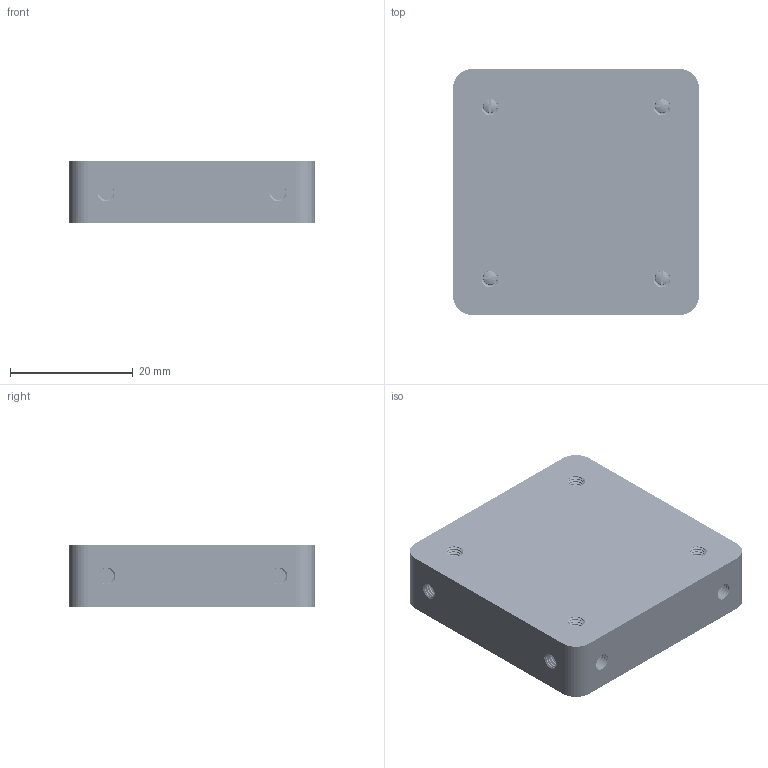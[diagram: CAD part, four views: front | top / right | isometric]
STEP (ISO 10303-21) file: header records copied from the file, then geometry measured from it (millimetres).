
FILE_DESCRIPTION(/* description */ (''),/* implementation_level */ '2;1');
FILE_NAME(/* name */ 'imu-asm-solo.step',/* time_stamp */ '2024-06-24T18:43:52+02:00',/* author */ (''),/* organization */ (''),/* preprocessor_version */ 'ST-DEVELOPER v20',/* originating_system */ 'Autodesk Translation Framework v12.20.1.177',/* authorisation */ '');
FILE_SCHEMA (('AUTOMOTIVE_DESIGN { 1 0 10303 214 3 1 1 }'));
Length unit declared in the file: millimetre
Products named in the file (83): imu-asm-solo; edgeros-one; C_0402_1005Metric; R_0402_1005Metric; R_0402_1005Metric_1; R_0402_1005Metric_2; R_0402_1005Metric_3; R_0402_1005Metric_4; R_0402_1005Metric_5; BMI270; COMPOUND; R_0402_1005Metric_6; R_0402_1005Metric_7; R_0402_1005Metric_8; CP_EIA-3528-21_Kemet-B; BME680; COMPOUND (1); R_0402_1005Metric_9; LED_0603_1608Metric; D_SOD-923; SW_DIP_SPSTx03_Slide_KingTek_DSHP03TJ_W5.25mm_P1.27mm_JPin; SOLID (5); SDMMC; COMPOUND (2); UQFN-6L_1.5x1.7mm_Pitch0.5mm; SOLID (6); C_0402_1005Metric_1; C_0402_1005Metric_2; CP_EIA-3528-21_Kemet-B_1; SOLID (2); C_0402_1005Metric_3; R_0402_1005Metric_10; LGA-28_5.2x3.8mm_P0.5mm; SOLID (7); R_0402_1005Metric_11; R_0402_1005Metric_12; C_0402_1005Metric_4; C_0402_1005Metric_5; R_0402_1005Metric_13; C_0402_1005Metric_6 ...
Assembly tree (128 placements, depth 4):
  imu-asm-solo
    edgeros-one
      C_0402_1005Metric
        SOLID
      R_0402_1005Metric
        SOLID (1)
      R_0402_1005Metric_1
        SOLID (1)
      R_0402_1005Metric_2
        SOLID (1)
      R_0402_1005Metric_3
        SOLID (1)
      R_0402_1005Metric_4
        SOLID (1)
      R_0402_1005Metric_5
        SOLID (1)
      BMI270
        COMPOUND
      R_0402_1005Metric_6
        SOLID (1)
      R_0402_1005Metric_7
        SOLID (1)
      R_0402_1005Metric_8
        SOLID (1)
      CP_EIA-3528-21_Kemet-B
        SOLID (2)
      BME680
        COMPOUND (1)
      R_0402_1005Metric_9
        SOLID (1)
      LED_0603_1608Metric
        SOLID (3)
      D_SOD-923
        SOLID (4)
      SW_DIP_SPSTx03_Slide_KingTek_DSHP03TJ_W5.25mm_P1.27mm_JPin
        SOLID (5)
      SDMMC
        COMPOUND (2)
      UQFN-6L_1.5x1.7mm_Pitch0.5mm
        SOLID (6)
      C_0402_1005Metric_1
        SOLID
      C_0402_1005Metric_2
        SOLID
      CP_EIA-3528-21_Kemet-B_1
        SOLID (2)
      C_0402_1005Metric_3
        SOLID
      R_0402_1005Metric_10
        SOLID (1)
      LGA-28_5.2x3.8mm_P0.5mm
        SOLID (7)
      R_0402_1005Metric_11
        SOLID (1)
      R_0402_1005Metric_12
        SOLID (1)
      C_0402_1005Metric_4
        SOLID
      C_0402_1005Metric_5
        SOLID
Bounding box: 40 x 40 x 10 mm (x, y, z)
Volume: 11716.1 mm3; surface area: 15245 mm2
Topology: 451 solids, 451 shells, 5496 faces, 13679 edges, 8908 vertices
Faces by surface type: plane 3639, cylinder 1404, sphere 324, bspline 68, cone 42, torus 19
Full cylindrical faces by diameter (mm): 0.1 x1, 0.15 x1, 0.35 x4, 0.5 x2, 0.6 x3, 0.65 x4, 0.8 x2, 0.875 x88, 0.9 x2, 0.969 x4, 1 x1, 1.2 x84, 1.224 x4, 1.4 x4, 1.5 x1, 1.623 x8, 2 x5, 2.074 x4, 2.2 x4, 2.3 x1, 2.529 x36, 3.086 x12, 4 x4, 8 x1
Entity records: 135303 total; most frequent: CARTESIAN_POINT 39840, DIRECTION 19063, ORIENTED_EDGE 18772, EDGE_CURVE 9386, LINE 6753, VECTOR 6753, VERTEX_POINT 6314, AXIS2_PLACEMENT_3D 6155
